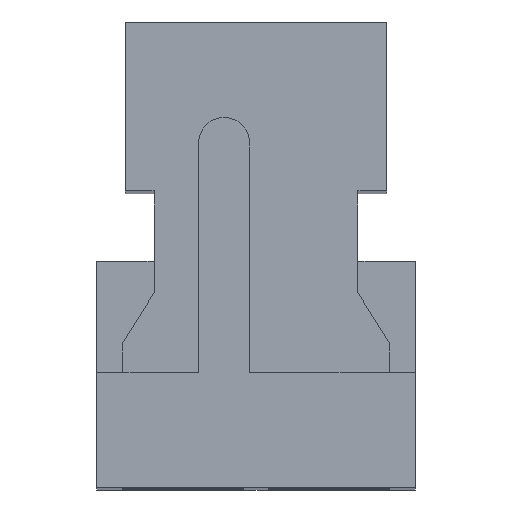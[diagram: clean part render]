
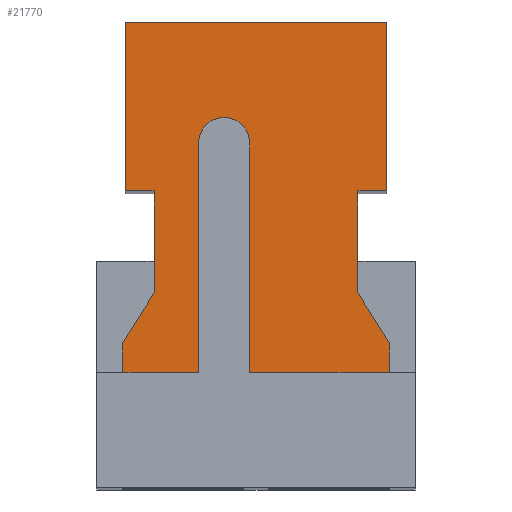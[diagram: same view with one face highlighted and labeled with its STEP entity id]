
A CAD part, top view. The second image highlights one B-rep face of the part: STEP entity #21770.
In plain terms, the highlighted planar face has unit normal (0, 0, 1).
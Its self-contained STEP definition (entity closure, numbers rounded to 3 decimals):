
#17140=CARTESIAN_POINT('',(-0.16,-0.9,19.25))
;
#17150=VERTEX_POINT('',#17140);
#17180=CARTESIAN_POINT('',(-0.16,0.,19.25));
#17190=DIRECTION('',(0.,1.,0.));
#17200=VECTOR('',#17190,1.);
#17210=LINE('',#17180,#17200);
#17220=CARTESIAN_POINT('',(-0.16,0.7,19.25));
#17230=VERTEX_POINT('',#17220);
#17240=EDGE_CURVE('',#17150,#17230,#17210,.T.);
#18650=CARTESIAN_POINT('',(-1.86,0.,19.25));
#18660=DIRECTION('',(0.,-1.,0.));
#18670=VECTOR('',#18660,1.);
#18680=LINE('',#18650,#18670);
#18690=CARTESIAN_POINT('',(-1.86,1.45,19.25));
#18700=VERTEX_POINT('',#18690);
#18710=CARTESIAN_POINT('',(-1.86,-2.15,19.25));
#18720=VERTEX_POINT('',#18710);
#18730=EDGE_CURVE('',#18700,#18720,#18680,.T.);
#20590=CARTESIAN_POINT('',(-2.437,0.971,19.25));
#20600=DIRECTION('',(0.,0.,-1.));
#20610=DIRECTION('',(-1.,0.,0.));
#20620=AXIS2_PLACEMENT_3D('',#20590,#20600,#20610);
#20630=PLANE('',#20620);
#20640=CARTESIAN_POINT('',(0.34,0.,19.25));
#20650=DIRECTION('',(0.,1.,0.));
#20660=VECTOR('',#20650,1.);
#20670=LINE('',#20640,#20660);
#20680=CARTESIAN_POINT('',(0.34,-2.15,19.25));
#20690=VERTEX_POINT('',#20680);
#20700=CARTESIAN_POINT('',(0.34,-1.7,19.25));
#20710=VERTEX_POINT('',#20700);
#20720=EDGE_CURVE('',#20690,#20710,#20670,.T.);
#20730=ORIENTED_EDGE('',*,*,#20720,.T.);
#20740=CARTESIAN_POINT('',(0.,-2.15,19.25));
#20750=DIRECTION('',(1.,0.,0.));
#20760=VECTOR('',#20750,1.);
#20770=LINE('',#20740,#20760);
#20780=EDGE_CURVE('',#18720,#20690,#20770,.T.);
#20790=ORIENTED_EDGE('',*,*,#20780,.T.);
#20800=ORIENTED_EDGE('',*,*,#18730,.T.);
#20810=CARTESIAN_POINT('',(-2.26,1.45,19.25));
#20820=DIRECTION('',(0.,0.,-1.));
#20830=DIRECTION('',(-1.,0.,0.));
#20840=AXIS2_PLACEMENT_3D('',#20810,#20820,#20830);
#20850=CIRCLE('',#20840,0.4);
#20860=CARTESIAN_POINT('',(-2.66,1.45,19.25));
#20870=VERTEX_POINT('',#20860);
#20880=EDGE_CURVE('',#20870,#18700,#20850,.T.);
#20890=ORIENTED_EDGE('',*,*,#20880,.T.);
#20900=CARTESIAN_POINT('',(-2.66,0.,19.25));
#20910=DIRECTION('',(0.,1.,0.));
#20920=VECTOR('',#20910,1.);
#20930=LINE('',#20900,#20920);
#20940=CARTESIAN_POINT('',(-2.66,-2.15,19.25));
#20950=VERTEX_POINT('',#20940);
#20960=EDGE_CURVE('',#20950,#20870,#20930,.T.);
#20970=ORIENTED_EDGE('',*,*,#20960,.T.);
#20980=CARTESIAN_POINT('',(0.,-2.15,19.25));
#20990=DIRECTION('',(1.,0.,0.));
#21000=VECTOR('',#20990,1.);
#21010=LINE('',#20980,#21000);
#21020=CARTESIAN_POINT('',(-3.86,-2.15,19.25));
#21030=VERTEX_POINT('',#21020);
#21040=EDGE_CURVE('',#21030,#20950,#21010,.T.);
#21050=ORIENTED_EDGE('',*,*,#21040,.T.);
#21060=CARTESIAN_POINT('',(-3.86,-1.7,19.25));
#21070=DIRECTION('',(0.,-1.,0.));
#21080=VECTOR('',#21070,1.);
#21090=LINE('',#21060,#21080);
#21100=CARTESIAN_POINT('',(-3.86,-1.7,19.25));
#21110=VERTEX_POINT('',#21100);
#21120=EDGE_CURVE('',#21110,#21030,#21090,.T.);
#21130=ORIENTED_EDGE('',*,*,#21120,.T.);
#21140=CARTESIAN_POINT('',(-3.36,-0.9,19.25));
#21150=DIRECTION('',(-0.53,-0.848,0.));
#21160=VECTOR('',#21150,1.);
#21170=LINE('',#21140,#21160);
#21180=CARTESIAN_POINT('',(-3.36,-0.9,19.25));
#21190=VERTEX_POINT('',#21180);
#21200=EDGE_CURVE('',#21190,#21110,#21170,.T.);
#21210=ORIENTED_EDGE('',*,*,#21200,.T.);
#21220=CARTESIAN_POINT('',(-3.36,0.,19.25));
#21230=DIRECTION('',(0.,1.,0.));
#21240=VECTOR('',#21230,1.);
#21250=LINE('',#21220,#21240);
#21260=CARTESIAN_POINT('',(-3.36,0.7,19.25));
#21270=VERTEX_POINT('',#21260);
#21280=EDGE_CURVE('',#21190,#21270,#21250,.T.);
#21290=ORIENTED_EDGE('',*,*,#21280,.F.);
#21300=CARTESIAN_POINT('',(-4.771,0.7,19.25));
#21310=DIRECTION('',(-1.,0.,0.));
#21320=VECTOR('',#21310,1.);
#21330=LINE('',#21300,#21320);
#21340=CARTESIAN_POINT('',(-3.81,0.7,19.25));
#21350=VERTEX_POINT('',#21340);
#21360=EDGE_CURVE('',#21270,#21350,#21330,.T.);
#21370=ORIENTED_EDGE('',*,*,#21360,.F.);
#21380=CARTESIAN_POINT('',(-3.81,-0.207,19.25));
#21390=DIRECTION('',(0.,1.,0.));
#21400=VECTOR('',#21390,1.);
#21410=LINE('',#21380,#21400);
#21420=CARTESIAN_POINT('',(-3.81,3.35,19.25));
#21430=VERTEX_POINT('',#21420);
#21440=EDGE_CURVE('',#21350,#21430,#21410,.T.);
#21450=ORIENTED_EDGE('',*,*,#21440,.F.);
#21460=CARTESIAN_POINT('',(0.,3.35,19.25));
#21470=DIRECTION('',(1.,0.,0.));
#21480=VECTOR('',#21470,1.);
#21490=LINE('',#21460,#21480);
#21500=CARTESIAN_POINT('',(0.29,3.35,19.25));
#21510=VERTEX_POINT('',#21500);
#21520=EDGE_CURVE('',#21430,#21510,#21490,.T.);
#21530=ORIENTED_EDGE('',*,*,#21520,.F.);
#21540=CARTESIAN_POINT('',(0.29,0.,19.25));
#21550=DIRECTION('',(0.,1.,0.));
#21560=VECTOR('',#21550,1.);
#21570=LINE('',#21540,#21560);
#21580=CARTESIAN_POINT('',(0.29,0.7,19.25));
#21590=VERTEX_POINT('',#21580);
#21600=EDGE_CURVE('',#21590,#21510,#21570,.T.);
#21610=ORIENTED_EDGE('',*,*,#21600,.T.);
#21620=CARTESIAN_POINT('',(1.251,0.7,19.25));
#21630=DIRECTION('',(1.,0.,0.));
#21640=VECTOR('',#21630,1.);
#21650=LINE('',#21620,#21640);
#21660=EDGE_CURVE('',#17230,#21590,#21650,.T.);
#21670=ORIENTED_EDGE('',*,*,#21660,.T.);
#21680=ORIENTED_EDGE('',*,*,#17240,.T.);
#21690=CARTESIAN_POINT('',(-0.722,0.,19.25));
#21700=DIRECTION('',(-0.53,0.848,0.));
#21710=VECTOR('',#21700,1.);
#21720=LINE('',#21690,#21710);
#21730=EDGE_CURVE('',#20710,#17150,#21720,.T.);
#21740=ORIENTED_EDGE('',*,*,#21730,.T.);
#21750=EDGE_LOOP('',(#21740,#21680,#21670,#21610,#21530,#21450,#21370,
#21290,#21210,#21130,#21050,#20970,#20890,#20800,#20790,#20730));
#21760=FACE_OUTER_BOUND('',#21750,.T.);
#21770=ADVANCED_FACE('',(#21760),#20630,.F.);
